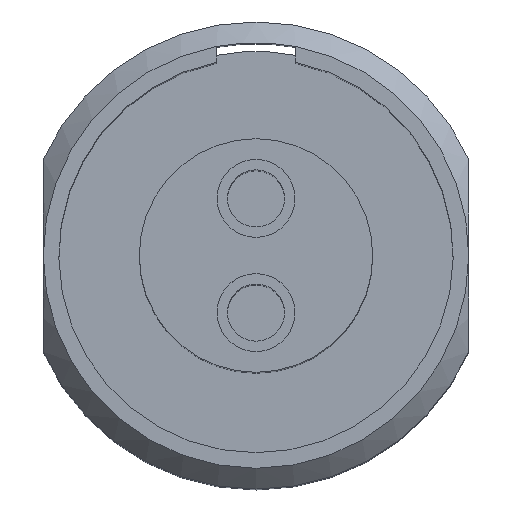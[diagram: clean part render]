
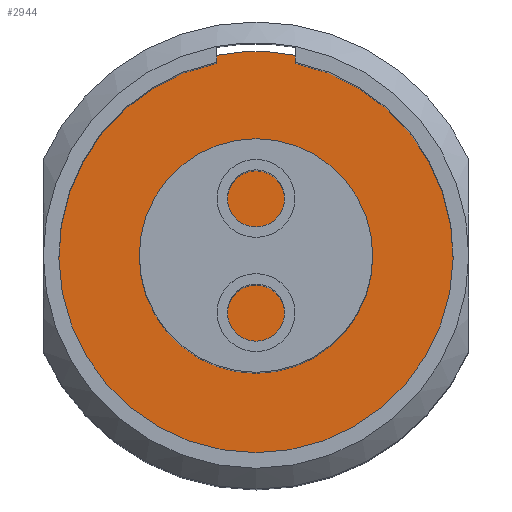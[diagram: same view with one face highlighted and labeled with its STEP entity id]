
A CAD part, top view. The second image highlights one B-rep face of the part: STEP entity #2944.
In plain terms, the highlighted planar face has unit normal (0, 0, 1).
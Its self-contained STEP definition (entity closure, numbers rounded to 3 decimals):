
#2825=CARTESIAN_POINT('',(0.76,3.876,7.3));
#2826=VERTEX_POINT('',#2825);
#2840=CARTESIAN_POINT('',(0.76,3.723,7.3));
#2841=VERTEX_POINT('',#2840);
#2842=CARTESIAN_POINT('',(0.76,3.723,7.3));
#2843=DIRECTION('',(0.0,1.0,0.0));
#2844=VECTOR('',#2843,0.153);
#2845=LINE('',#2842,#2844);
#2846=EDGE_CURVE('',#2841,#2826,#2845,.T.);
#2870=CARTESIAN_POINT('',(-0.76,3.723,7.3));
#2871=VERTEX_POINT('',#2870);
#2878=CARTESIAN_POINT('',(-0.76,3.876,7.3));
#2879=VERTEX_POINT('',#2878);
#2880=CARTESIAN_POINT('',(-0.76,3.876,7.3));
#2881=DIRECTION('',(0.0,-1.0,0.0));
#2882=VECTOR('',#2881,0.153);
#2883=LINE('',#2880,#2882);
#2884=EDGE_CURVE('',#2879,#2871,#2883,.T.);
#2909=CARTESIAN_POINT('',(0.,0.,7.3));
#2910=DIRECTION('',(0.0,0.0,-1.0));
#2911=DIRECTION('',(0.0,-1.0,0.0));
#2912=AXIS2_PLACEMENT_3D('',#2909,#2910,#2911);
#2913=CIRCLE('',#2912,3.8);
#2914=EDGE_CURVE('',#2841,#2871,#2913,.T.);
#2927=CARTESIAN_POINT('',(0.,0.,7.3));
#2928=DIRECTION('',(0.0,0.0,-1.0));
#2929=DIRECTION('',(0.0,-1.0,0.0));
#2930=AXIS2_PLACEMENT_3D('',#2927,#2928,#2929);
#2931=PLANE('',#2930);
#2932=ORIENTED_EDGE('',*,*,#2914,.F.);
#2933=ORIENTED_EDGE('',*,*,#2846,.T.);
#2934=CARTESIAN_POINT('',(0.,0.,7.3));
#2935=DIRECTION('',(0.0,0.0,1.0));
#2936=DIRECTION('',(1.0,0.0,0.0));
#2937=AXIS2_PLACEMENT_3D('',#2934,#2935,#2936);
#2938=CIRCLE('',#2937,3.95);
#2939=EDGE_CURVE('',#2826,#2879,#2938,.T.);
#2940=ORIENTED_EDGE('',*,*,#2939,.T.);
#2941=ORIENTED_EDGE('',*,*,#2884,.T.);
#2942=EDGE_LOOP('',(#2932,#2933,#2940,#2941));
#2943=FACE_OUTER_BOUND('',#2942,.T.);
#2944=ADVANCED_FACE('',(#2943),#2931,.F.);
